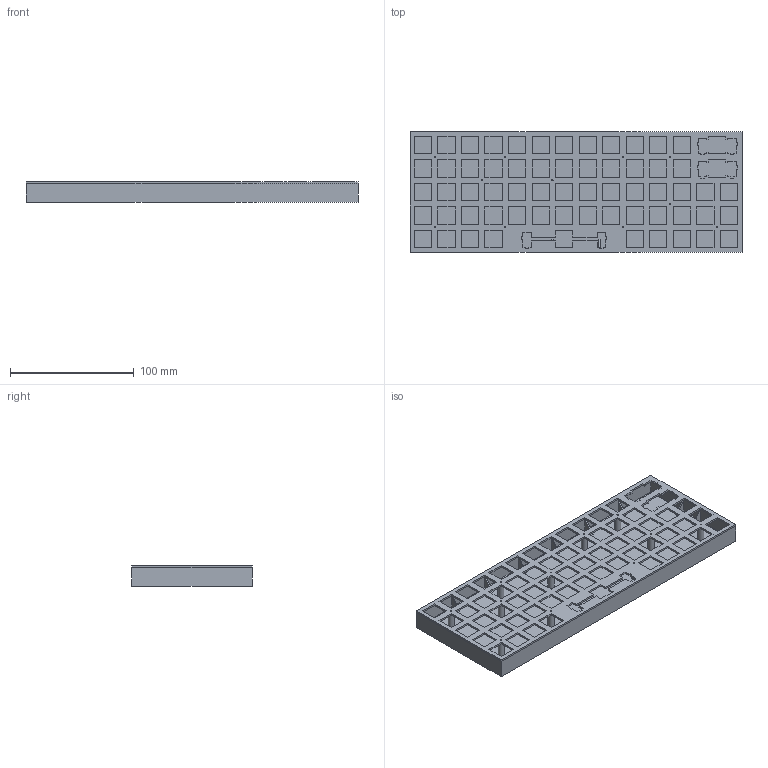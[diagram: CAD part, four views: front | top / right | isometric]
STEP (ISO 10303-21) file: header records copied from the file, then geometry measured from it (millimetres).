
FILE_DESCRIPTION(/* description */ (''),/* implementation_level */ '2;1');
FILE_NAME(/* name */ '64key v1.step',/* time_stamp */ '2022-10-12T17:35:39+02:00',/* author */ (''),/* organization */ (''),/* preprocessor_version */ 'ST-DEVELOPER v19',/* originating_system */ 'Autodesk Translation Framework v11.7.0.108',/* authorisation */ '');
FILE_SCHEMA (('AUTOMOTIVE_DESIGN { 1 0 10303 214 3 1 1 }'));
Length unit declared in the file: millimetre
Products named in the file (2): 64key; pool
Assembly tree (1 placements, depth 2):
  64key
    pool
Bounding box: 268 x 97 x 16.52 mm (x, y, z)
Volume: 93966.7 mm3; surface area: 109560.6 mm2
Topology: 13 solids, 13 shells, 494 faces, 1390 edges, 923 vertices
Faces by surface type: plane 439, cylinder 44, cone 11
Full cylindrical faces by diameter (mm): 1 x33, 5.1 x11
Entity records: 16013 total; most frequent: CARTESIAN_POINT 2799, ORIENTED_EDGE 2758, DIRECTION 2461, EDGE_CURVE 1379, LINE 1291, VECTOR 1291, VERTEX_POINT 923, EDGE_LOOP 678
